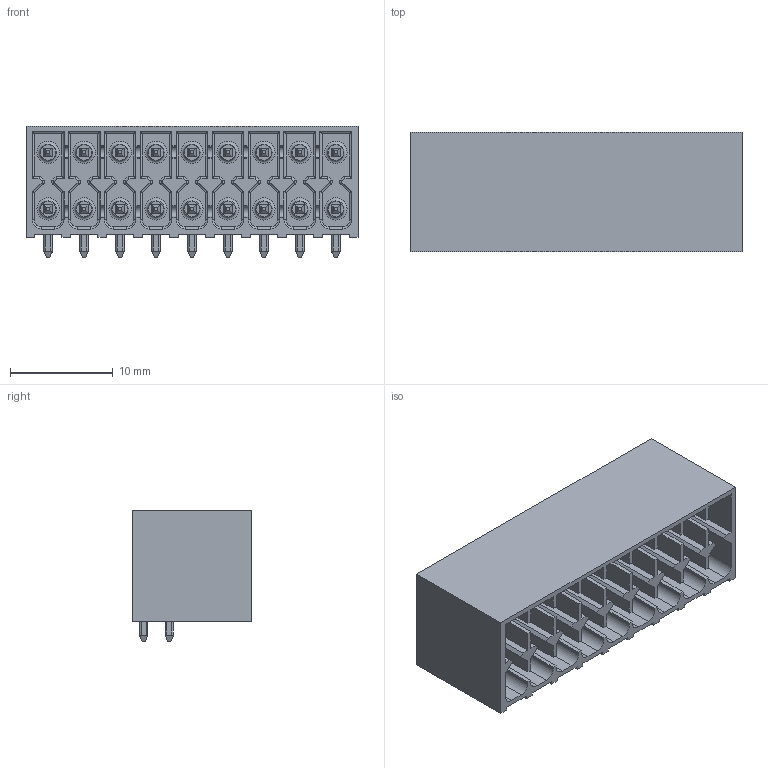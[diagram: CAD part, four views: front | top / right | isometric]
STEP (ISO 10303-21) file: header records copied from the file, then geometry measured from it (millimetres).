
FILE_DESCRIPTION(/* description */ ('Unknown'),/* implementation_level */ '2;1');
FILE_NAME(/* name */ '691378110018',/* time_stamp */ '2024-07-25T10:05:45+02:00',/* author */ ('Unknown'),/* organization */ ('Unknown'),/* preprocessor_version */ 'ST-DEVELOPER v19.4',/* originating_system */ 'Solid Edge',/* authorisation */ 'Unknown');
FILE_SCHEMA (('AUTOMOTIVE_DESIGN {1 0 10303 214 3 1 1}'));
Length unit declared in the file: millimetre
Products named in the file (5): 6917781100xx; 691778110018; 691778110018_Insert; 6917781100xx_Lower Contact; 6917781100xx_Upper Contact
Assembly tree (20 placements, depth 2):
  6917781100xx
    691778110018
    691778110018_Insert
    6917781100xx_Lower Contact  x9
    6917781100xx_Upper Contact  x9
Bounding box: 32.3 x 11.6 x 12.8 mm (x, y, z)
Volume: 1623.6 mm3; surface area: 5624.1 mm2
Topology: 20 solids, 20 shells, 2418 faces, 6181 edges, 3796 vertices
Faces by surface type: plane 1646, cylinder 628, torus 126, cone 18
Entity records: 43534 total; most frequent: CARTESIAN_POINT 7871, ORIENTED_EDGE 7582, DIRECTION 6974, EDGE_CURVE 3791, LINE 3284, VECTOR 3284, VERTEX_POINT 2434, AXIS2_PLACEMENT_3D 1845
